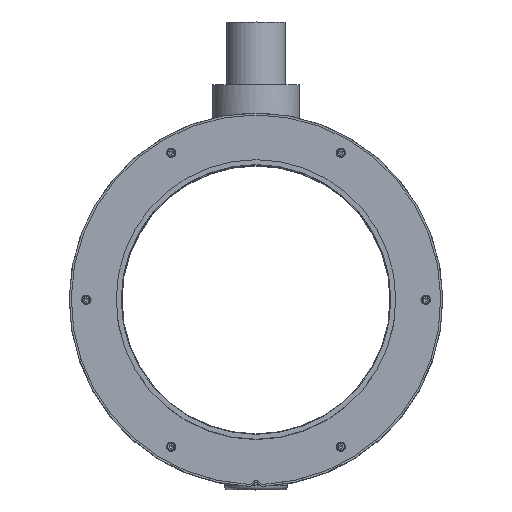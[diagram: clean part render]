
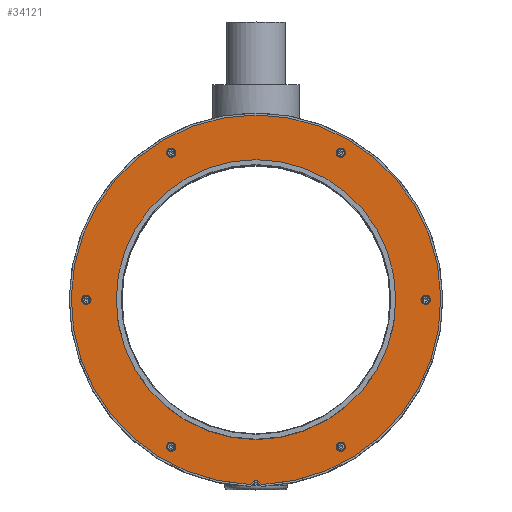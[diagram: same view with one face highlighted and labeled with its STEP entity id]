
A CAD part, top view. The second image highlights one B-rep face of the part: STEP entity #34121.
In plain terms, the highlighted planar face has unit normal (0, 0, 1).
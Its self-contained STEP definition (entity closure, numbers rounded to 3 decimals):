
#200 = CARTESIAN_POINT ( 'NONE',  ( -8.752, -234.837, 123. ) ) ;
#294 = CARTESIAN_POINT ( 'NONE',  ( 0., 0., 123. ) ) ;
#932 = ORIENTED_EDGE ( 'NONE', *, *, #29554, .F. ) ;
#1340 = VERTEX_POINT ( 'NONE', #5747 ) ;
#1600 = DIRECTION ( 'NONE',  ( 0., 0., 1. ) ) ;
#1658 = FACE_BOUND ( 'NONE', #10515, .T. ) ;
#1901 = CARTESIAN_POINT ( 'NONE',  ( 101.925, -186.932, 123. ) ) ;
#2334 = CARTESIAN_POINT ( 'NONE',  ( -113.925, -186.932, 123. ) ) ;
#2691 = AXIS2_PLACEMENT_3D ( 'NONE', #294, #28788, #42792 ) ;
#3453 = DIRECTION ( 'NONE',  ( -1., 0., 0. ) ) ;
#3582 = AXIS2_PLACEMENT_3D ( 'NONE', #23155, #37219, #19731 ) ;
#4187 = DIRECTION ( 'NONE',  ( 0., 0., 1. ) ) ;
#4208 = ORIENTED_EDGE ( 'NONE', *, *, #21836, .F. ) ;
#4329 = EDGE_CURVE ( 'NONE', #27112, #27112, #23554, .T. ) ;
#4927 = DIRECTION ( 'NONE',  ( 0., 0., 1. ) ) ;
#4931 = FACE_BOUND ( 'NONE', #17508, .T. ) ;
#5620 = ORIENTED_EDGE ( 'NONE', *, *, #42831, .F. ) ;
#5747 = CARTESIAN_POINT ( 'NONE',  ( -4.283, -232.42, 123. ) ) ;
#5988 = DIRECTION ( 'NONE',  ( -1., 0., 0. ) ) ;
#6114 = DIRECTION ( 'NONE',  ( -1., 0., 0. ) ) ;
#6743 = ORIENTED_EDGE ( 'NONE', *, *, #35788, .F. ) ;
#7138 = EDGE_LOOP ( 'NONE', ( #6743 ) ) ;
#9090 = CARTESIAN_POINT ( 'NONE',  ( -113.925, 186.932, 123. ) ) ;
#9932 = CARTESIAN_POINT ( 'NONE',  ( -107.925, 186.932, 123. ) ) ;
#10515 = EDGE_LOOP ( 'NONE', ( #36151 ) ) ;
#11154 = CARTESIAN_POINT ( 'NONE',  ( -215.85, 0., 123. ) ) ;
#11361 = ORIENTED_EDGE ( 'NONE', *, *, #4329, .F. ) ;
#11402 = VERTEX_POINT ( 'NONE', #24442 ) ;
#11555 = VERTEX_POINT ( 'NONE', #25508 ) ;
#11862 = CIRCLE ( 'NONE', #12620, 6. ) ;
#12004 = CARTESIAN_POINT ( 'NONE',  ( -221.85, 0., 123. ) ) ;
#12076 = AXIS2_PLACEMENT_3D ( 'NONE', #29499, #4927, #35993 ) ;
#12336 = FACE_BOUND ( 'NONE', #24553, .T. ) ;
#12381 = CIRCLE ( 'NONE', #38053, 6. ) ;
#12620 = AXIS2_PLACEMENT_3D ( 'NONE', #14283, #28240, #42252 ) ;
#13480 = AXIS2_PLACEMENT_3D ( 'NONE', #41112, #37066, #44786 ) ;
#14283 = CARTESIAN_POINT ( 'NONE',  ( -107.925, -186.932, 123. ) ) ;
#14730 = EDGE_CURVE ( 'NONE', #33890, #33890, #11862, .T. ) ;
#15281 = DIRECTION ( 'NONE',  ( -1., 0., 0. ) ) ;
#15319 = DIRECTION ( 'NONE',  ( 0., 0., -1. ) ) ;
#15345 = EDGE_CURVE ( 'NONE', #41512, #11402, #41189, .T. ) ;
#15542 = FACE_BOUND ( 'NONE', #36449, .T. ) ;
#15847 = ORIENTED_EDGE ( 'NONE', *, *, #17295, .F. ) ;
#16198 = FACE_BOUND ( 'NONE', #7138, .T. ) ;
#16442 = CIRCLE ( 'NONE', #26735, 6. ) ;
#17293 = DIRECTION ( 'NONE',  ( 0., 0., -1. ) ) ;
#17295 = EDGE_CURVE ( 'NONE', #29736, #29736, #26679, .T. ) ;
#17508 = EDGE_LOOP ( 'NONE', ( #11361 ) ) ;
#18426 = VERTEX_POINT ( 'NONE', #12004 ) ;
#18900 = CARTESIAN_POINT ( 'NONE',  ( 177.8, 0., 123. ) ) ;
#19731 = DIRECTION ( 'NONE',  ( 1., 0., 0. ) ) ;
#19796 = AXIS2_PLACEMENT_3D ( 'NONE', #27829, #17293, #3453 ) ;
#21379 = EDGE_LOOP ( 'NONE', ( #932, #41262, #28807, #41832 ) ) ;
#21836 = EDGE_CURVE ( 'NONE', #43970, #43970, #27620, .T. ) ;
#22052 = VERTEX_POINT ( 'NONE', #43785 ) ;
#22511 = EDGE_LOOP ( 'NONE', ( #4208 ) ) ;
#22552 = CIRCLE ( 'NONE', #2691, 177.8 ) ;
#23155 = CARTESIAN_POINT ( 'NONE',  ( 8.566, -229.84, 123. ) ) ;
#23554 = CIRCLE ( 'NONE', #39693, 6. ) ;
#23673 = DIRECTION ( 'NONE',  ( 0., 0., 1. ) ) ;
#24442 = CARTESIAN_POINT ( 'NONE',  ( 8.752, -234.837, 123. ) ) ;
#24553 = EDGE_LOOP ( 'NONE', ( #32601 ) ) ;
#25508 = CARTESIAN_POINT ( 'NONE',  ( 209.85, 0., 123. ) ) ;
#26355 = CIRCLE ( 'NONE', #3582, 5. ) ;
#26530 = FACE_BOUND ( 'NONE', #22511, .T. ) ;
#26679 = CIRCLE ( 'NONE', #13480, 6. ) ;
#26735 = AXIS2_PLACEMENT_3D ( 'NONE', #38080, #27918, #42371 ) ;
#27095 = EDGE_LOOP ( 'NONE', ( #5620 ) ) ;
#27112 = VERTEX_POINT ( 'NONE', #40414 ) ;
#27620 = CIRCLE ( 'NONE', #37194, 6. ) ;
#27829 = CARTESIAN_POINT ( 'NONE',  ( -8.566, -229.84, 123. ) ) ;
#27918 = DIRECTION ( 'NONE',  ( 0., 0., 1. ) ) ;
#28240 = DIRECTION ( 'NONE',  ( 0., 0., 1. ) ) ;
#28788 = DIRECTION ( 'NONE',  ( 0., 0., 1. ) ) ;
#28807 = ORIENTED_EDGE ( 'NONE', *, *, #43390, .F. ) ;
#28962 = AXIS2_PLACEMENT_3D ( 'NONE', #40069, #15319, #39841 ) ;
#29160 = VERTEX_POINT ( 'NONE', #18900 ) ;
#29499 = CARTESIAN_POINT ( 'NONE',  ( 0., -235., 123. ) ) ;
#29554 = EDGE_CURVE ( 'NONE', #1340, #41512, #42479, .T. ) ;
#29736 = VERTEX_POINT ( 'NONE', #1901 ) ;
#31718 = AXIS2_PLACEMENT_3D ( 'NONE', #41007, #37621, #6114 ) ;
#32601 = ORIENTED_EDGE ( 'NONE', *, *, #14730, .F. ) ;
#33498 = EDGE_CURVE ( 'NONE', #22052, #1340, #35532, .T. ) ;
#33890 = VERTEX_POINT ( 'NONE', #2334 ) ;
#34121 = ADVANCED_FACE ( 'NONE', ( #36469, #1658, #15542, #12336, #43068, #26530, #4931, #16198 ), #37132, .F. ) ;
#35532 = CIRCLE ( 'NONE', #12076, 5. ) ;
#35788 = EDGE_CURVE ( 'NONE', #29160, #29160, #22552, .T. ) ;
#35993 = DIRECTION ( 'NONE',  ( -1., 0., 0. ) ) ;
#36151 = ORIENTED_EDGE ( 'NONE', *, *, #39597, .F. ) ;
#36162 = DIRECTION ( 'NONE',  ( -1., 0., 0. ) ) ;
#36449 = EDGE_LOOP ( 'NONE', ( #15847 ) ) ;
#36469 = FACE_OUTER_BOUND ( 'NONE', #21379, .T. ) ;
#37066 = DIRECTION ( 'NONE',  ( 0., 0., 1. ) ) ;
#37132 = PLANE ( 'NONE',  #28962 ) ;
#37194 = AXIS2_PLACEMENT_3D ( 'NONE', #9932, #23673, #5988 ) ;
#37219 = DIRECTION ( 'NONE',  ( 0., 0., -1. ) ) ;
#37621 = DIRECTION ( 'NONE',  ( 0., 0., -1. ) ) ;
#38053 = AXIS2_PLACEMENT_3D ( 'NONE', #11154, #1600, #36162 ) ;
#38080 = CARTESIAN_POINT ( 'NONE',  ( 215.85, 0., 123. ) ) ;
#39597 = EDGE_CURVE ( 'NONE', #11555, #11555, #16442, .T. ) ;
#39693 = AXIS2_PLACEMENT_3D ( 'NONE', #42349, #4187, #15281 ) ;
#39841 = DIRECTION ( 'NONE',  ( -1., 0., 0. ) ) ;
#40069 = CARTESIAN_POINT ( 'NONE',  ( -4.283, -114.92, 123. ) ) ;
#40414 = CARTESIAN_POINT ( 'NONE',  ( 101.925, 186.932, 123. ) ) ;
#41007 = CARTESIAN_POINT ( 'NONE',  ( 0., 0., 123. ) ) ;
#41112 = CARTESIAN_POINT ( 'NONE',  ( 107.925, -186.932, 123. ) ) ;
#41189 = CIRCLE ( 'NONE', #31718, 235. ) ;
#41262 = ORIENTED_EDGE ( 'NONE', *, *, #33498, .F. ) ;
#41512 = VERTEX_POINT ( 'NONE', #200 ) ;
#41832 = ORIENTED_EDGE ( 'NONE', *, *, #15345, .F. ) ;
#42252 = DIRECTION ( 'NONE',  ( -1., 0., 0. ) ) ;
#42349 = CARTESIAN_POINT ( 'NONE',  ( 107.925, 186.932, 123. ) ) ;
#42371 = DIRECTION ( 'NONE',  ( -1., 0., 0. ) ) ;
#42479 = CIRCLE ( 'NONE', #19796, 5. ) ;
#42792 = DIRECTION ( 'NONE',  ( 1., 0., 0. ) ) ;
#42831 = EDGE_CURVE ( 'NONE', #18426, #18426, #12381, .T. ) ;
#43068 = FACE_BOUND ( 'NONE', #27095, .T. ) ;
#43390 = EDGE_CURVE ( 'NONE', #11402, #22052, #26355, .T. ) ;
#43785 = CARTESIAN_POINT ( 'NONE',  ( 4.283, -232.42, 123. ) ) ;
#43970 = VERTEX_POINT ( 'NONE', #9090 ) ;
#44786 = DIRECTION ( 'NONE',  ( -1., 0., 0. ) ) ;
